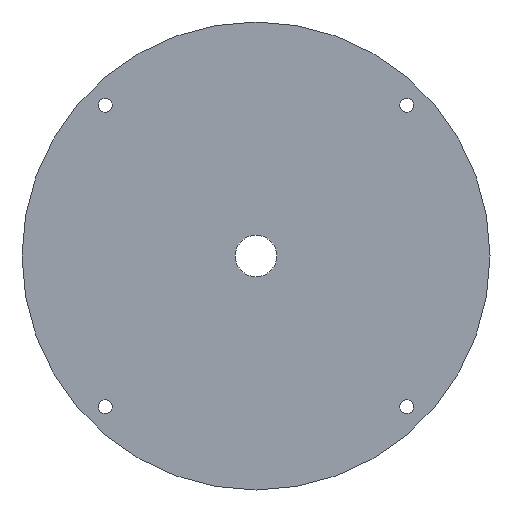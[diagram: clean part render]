
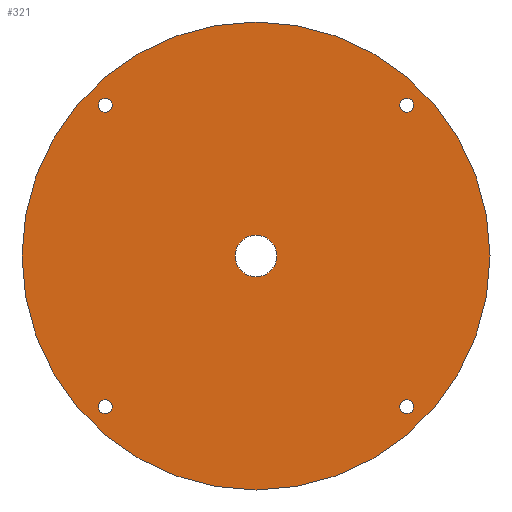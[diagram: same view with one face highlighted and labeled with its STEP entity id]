
A CAD part, front view. The second image highlights one B-rep face of the part: STEP entity #321.
In plain terms, the highlighted planar face has unit normal (0, -1, 0).
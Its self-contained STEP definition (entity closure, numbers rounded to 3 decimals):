
#19 = PLANE ( 'NONE',  #1989 ) ;
#45 = ORIENTED_EDGE ( 'NONE', *, *, #537, .F. ) ;
#54 = EDGE_LOOP ( 'NONE', ( #1212 ) ) ;
#55 = ORIENTED_EDGE ( 'NONE', *, *, #370, .T. ) ;
#61 = CARTESIAN_POINT ( 'NONE',  ( 72.478, -1., -69.178 ) ) ;
#63 = CIRCLE ( 'NONE', #1438, 3.3 ) ;
#65 = DIRECTION ( 'NONE',  ( 0., 0., 1. ) ) ;
#74 = EDGE_CURVE ( 'NONE', #1656, #1656, #1217, .T. ) ;
#119 = FACE_BOUND ( 'NONE', #1029, .T. ) ;
#125 = DIRECTION ( 'NONE',  ( 0., 1., 0. ) ) ;
#153 = EDGE_LOOP ( 'NONE', ( #1325 ) ) ;
#174 = DIRECTION ( 'NONE',  ( -1., 0., 0. ) ) ;
#227 = VERTEX_POINT ( 'NONE', #1337 ) ;
#301 = CIRCLE ( 'NONE', #416, 3.3 ) ;
#321 = ADVANCED_FACE ( 'NONE', ( #784, #1502, #119, #543, #2004, #1840 ), #19, .T. ) ;
#370 = EDGE_CURVE ( 'NONE', #941, #941, #564, .T. ) ;
#416 = AXIS2_PLACEMENT_3D ( 'NONE', #1711, #771, #1245 ) ;
#507 = CARTESIAN_POINT ( 'NONE',  ( 72.478, -1., 72.478 ) ) ;
#519 = CARTESIAN_POINT ( 'NONE',  ( 69.178, -1., 72.478 ) ) ;
#520 = EDGE_LOOP ( 'NONE', ( #1373 ) ) ;
#533 = VERTEX_POINT ( 'NONE', #1813 ) ;
#537 = EDGE_CURVE ( 'NONE', #533, #533, #1543, .T. ) ;
#543 = FACE_BOUND ( 'NONE', #54, .T. ) ;
#564 = CIRCLE ( 'NONE', #1316, 10. ) ;
#586 = DIRECTION ( 'NONE',  ( 1., 0., 0. ) ) ;
#591 = CARTESIAN_POINT ( 'NONE',  ( 0., -1., 0. ) ) ;
#689 = CARTESIAN_POINT ( 'NONE',  ( -72.478, -1., 72.478 ) ) ;
#718 = DIRECTION ( 'NONE',  ( 0., 0., 1. ) ) ;
#757 = EDGE_LOOP ( 'NONE', ( #55 ) ) ;
#771 = DIRECTION ( 'NONE',  ( 0., 1., 0. ) ) ;
#784 = FACE_BOUND ( 'NONE', #153, .T. ) ;
#838 = DIRECTION ( 'NONE',  ( 0., 0., -1. ) ) ;
#842 = CARTESIAN_POINT ( 'NONE',  ( 0., -1., 0. ) ) ;
#875 = AXIS2_PLACEMENT_3D ( 'NONE', #507, #968, #174 ) ;
#941 = VERTEX_POINT ( 'NONE', #1964 ) ;
#968 = DIRECTION ( 'NONE',  ( 0., 1., 0. ) ) ;
#999 = VERTEX_POINT ( 'NONE', #61 ) ;
#1015 = DIRECTION ( 'NONE',  ( 0., 1., 0. ) ) ;
#1029 = EDGE_LOOP ( 'NONE', ( #1361 ) ) ;
#1037 = DIRECTION ( 'NONE',  ( 0., 1., 0. ) ) ;
#1119 = EDGE_CURVE ( 'NONE', #227, #227, #63, .T. ) ;
#1136 = DIRECTION ( 'NONE',  ( 0., -1., 0. ) ) ;
#1212 = ORIENTED_EDGE ( 'NONE', *, *, #1798, .T. ) ;
#1217 = CIRCLE ( 'NONE', #875, 3.3 ) ;
#1245 = DIRECTION ( 'NONE',  ( 0., 0., 1. ) ) ;
#1291 = DIRECTION ( 'NONE',  ( 0., 0., -1. ) ) ;
#1316 = AXIS2_PLACEMENT_3D ( 'NONE', #842, #1015, #65 ) ;
#1321 = CARTESIAN_POINT ( 'NONE',  ( -72.478, -1., 69.178 ) ) ;
#1325 = ORIENTED_EDGE ( 'NONE', *, *, #74, .T. ) ;
#1337 = CARTESIAN_POINT ( 'NONE',  ( -69.178, -1., -72.478 ) ) ;
#1361 = ORIENTED_EDGE ( 'NONE', *, *, #1119, .T. ) ;
#1373 = ORIENTED_EDGE ( 'NONE', *, *, #1512, .T. ) ;
#1375 = VERTEX_POINT ( 'NONE', #1321 ) ;
#1438 = AXIS2_PLACEMENT_3D ( 'NONE', #1888, #125, #586 ) ;
#1480 = CARTESIAN_POINT ( 'NONE',  ( -10., -1., 0. ) ) ;
#1500 = DIRECTION ( 'NONE',  ( 0., 1., 0. ) ) ;
#1502 = FACE_BOUND ( 'NONE', #520, .T. ) ;
#1512 = EDGE_CURVE ( 'NONE', #1375, #1375, #1548, .T. ) ;
#1543 = CIRCLE ( 'NONE', #1902, 112.5 ) ;
#1548 = CIRCLE ( 'NONE', #1771, 3.3 ) ;
#1656 = VERTEX_POINT ( 'NONE', #519 ) ;
#1711 = CARTESIAN_POINT ( 'NONE',  ( 72.478, -1., -72.478 ) ) ;
#1771 = AXIS2_PLACEMENT_3D ( 'NONE', #689, #1500, #838 ) ;
#1798 = EDGE_CURVE ( 'NONE', #999, #999, #301, .T. ) ;
#1813 = CARTESIAN_POINT ( 'NONE',  ( 0., -1., 112.5 ) ) ;
#1840 = FACE_OUTER_BOUND ( 'NONE', #1897, .T. ) ;
#1888 = CARTESIAN_POINT ( 'NONE',  ( -72.478, -1., -72.478 ) ) ;
#1897 = EDGE_LOOP ( 'NONE', ( #45 ) ) ;
#1902 = AXIS2_PLACEMENT_3D ( 'NONE', #591, #1037, #718 ) ;
#1964 = CARTESIAN_POINT ( 'NONE',  ( 0., -1., 10. ) ) ;
#1989 = AXIS2_PLACEMENT_3D ( 'NONE', #1480, #1136, #1291 ) ;
#2004 = FACE_BOUND ( 'NONE', #757, .T. ) ;
